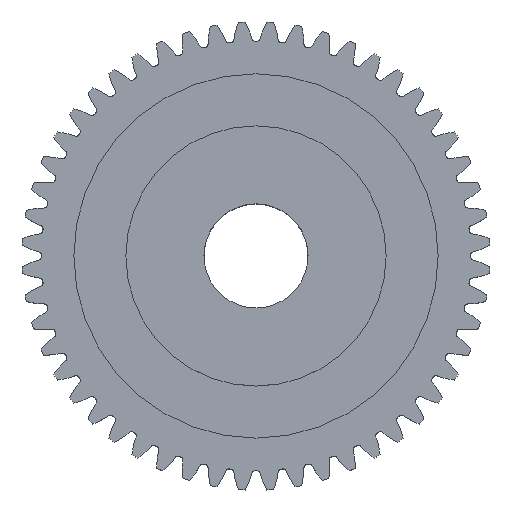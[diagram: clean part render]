
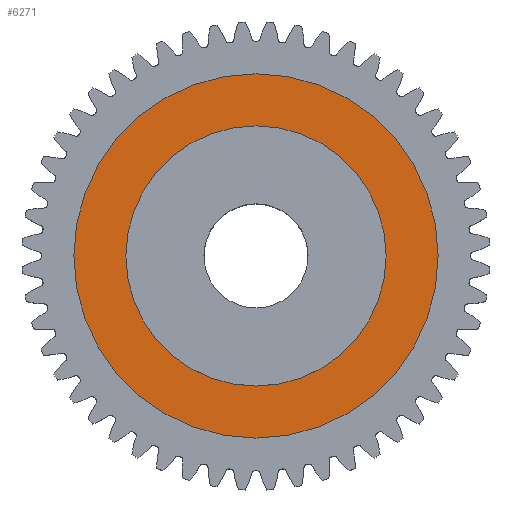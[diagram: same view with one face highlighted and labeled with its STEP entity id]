
A CAD part, top view. The second image highlights one B-rep face of the part: STEP entity #6271.
In plain terms, the highlighted planar face has unit normal (0, 0, 1).
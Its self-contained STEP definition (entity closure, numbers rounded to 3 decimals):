
#3155 = DIRECTION ( 'NONE',  ( -1., 0., 0. ) ) ;
#3241 = DIRECTION ( 'NONE',  ( 0., 0., -1. ) ) ;
#3242 = CARTESIAN_POINT ( 'NONE',  ( 0., 0., 2.5 ) ) ;
#3250 = CIRCLE ( 'NONE', #3324, 10.5 ) ;
#3288 = AXIS2_PLACEMENT_3D ( 'NONE', #3301, #3300, #3342 ) ;
#3294 = FACE_BOUND ( 'NONE', #6289, .T. ) ;
#3298 = CIRCLE ( 'NONE', #3343, 7.5 ) ;
#3300 = DIRECTION ( 'NONE',  ( 0., 0., -1. ) ) ;
#3301 = CARTESIAN_POINT ( 'NONE',  ( 0., 0., 2.5 ) ) ;
#3324 = AXIS2_PLACEMENT_3D ( 'NONE', #3242, #3241, #3155 ) ;
#3336 = DIRECTION ( 'NONE',  ( -1., 0., 0. ) ) ;
#3337 = DIRECTION ( 'NONE',  ( 0., 0., -1. ) ) ;
#3342 = DIRECTION ( 'NONE',  ( -1., 0., 0. ) ) ;
#3343 = AXIS2_PLACEMENT_3D ( 'NONE', #3345, #3337, #3336 ) ;
#3345 = CARTESIAN_POINT ( 'NONE',  ( 0., 0., 2.5 ) ) ;
#3349 = PLANE ( 'NONE',  #3288 ) ;
#3350 = FACE_OUTER_BOUND ( 'NONE', #6270, .T. ) ;
#3520 = VERTEX_POINT ( 'NONE', #9215 ) ;
#3534 = VERTEX_POINT ( 'NONE', #9534 ) ;
#3536 = EDGE_CURVE ( 'NONE', #3568, #3520, #9532, .T. ) ;
#3564 = EDGE_CURVE ( 'NONE', #3534, #3606, #9398, .T. ) ;
#3568 = VERTEX_POINT ( 'NONE', #9539 ) ;
#3606 = VERTEX_POINT ( 'NONE', #9423 ) ;
#6270 = EDGE_LOOP ( 'NONE', ( #6273, #6276 ) ) ;
#6271 = ADVANCED_FACE ( 'NONE', ( #3294, #3350 ), #3349, .F. ) ;
#6272 = EDGE_CURVE ( 'NONE', #3606, #3534, #3298, .T. ) ;
#6273 = ORIENTED_EDGE ( 'NONE', *, *, #6302, .F. ) ;
#6276 = ORIENTED_EDGE ( 'NONE', *, *, #3536, .F. ) ;
#6279 = ORIENTED_EDGE ( 'NONE', *, *, #3564, .T. ) ;
#6285 = ORIENTED_EDGE ( 'NONE', *, *, #6272, .T. ) ;
#6289 = EDGE_LOOP ( 'NONE', ( #6279, #6285 ) ) ;
#6302 = EDGE_CURVE ( 'NONE', #3520, #3568, #3250, .T. ) ;
#9215 = CARTESIAN_POINT ( 'NONE',  ( -10.5, 0., 2.5 ) ) ;
#9394 = DIRECTION ( 'NONE',  ( -1., 0., 0. ) ) ;
#9395 = DIRECTION ( 'NONE',  ( 0., 0., -1. ) ) ;
#9396 = CARTESIAN_POINT ( 'NONE',  ( 0., 0., 2.5 ) ) ;
#9397 = AXIS2_PLACEMENT_3D ( 'NONE', #9396, #9395, #9394 ) ;
#9398 = CIRCLE ( 'NONE', #9397, 7.5 ) ;
#9423 = CARTESIAN_POINT ( 'NONE',  ( 7.5, 0., 2.5 ) ) ;
#9466 = CARTESIAN_POINT ( 'NONE',  ( 0., 0., 2.5 ) ) ;
#9527 = DIRECTION ( 'NONE',  ( -1., 0., 0. ) ) ;
#9528 = DIRECTION ( 'NONE',  ( 0., 0., -1. ) ) ;
#9529 = AXIS2_PLACEMENT_3D ( 'NONE', #9466, #9528, #9527 ) ;
#9532 = CIRCLE ( 'NONE', #9529, 10.5 ) ;
#9534 = CARTESIAN_POINT ( 'NONE',  ( -7.5, 0., 2.5 ) ) ;
#9539 = CARTESIAN_POINT ( 'NONE',  ( 10.5, 0., 2.5 ) ) ;
